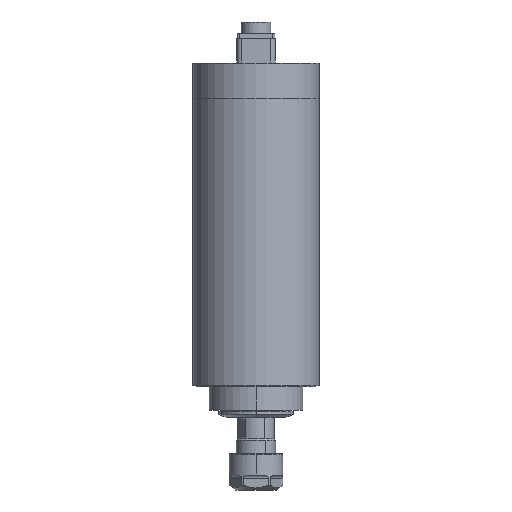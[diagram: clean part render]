
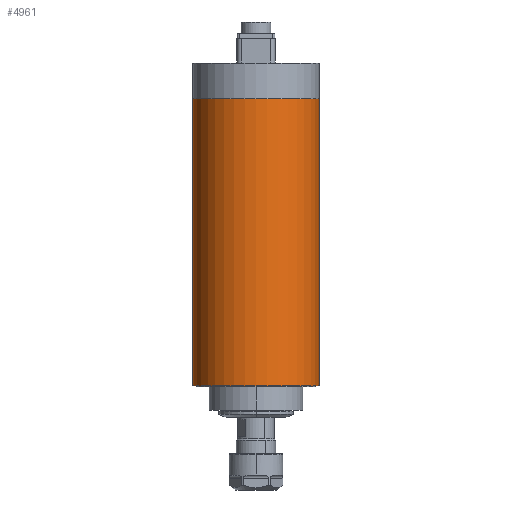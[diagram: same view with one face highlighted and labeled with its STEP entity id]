
A CAD part, front view. The second image highlights one B-rep face of the part: STEP entity #4961.
In plain terms, the highlighted cylindrical face has radius 40 mm (diameter 80 mm), a partial arc.
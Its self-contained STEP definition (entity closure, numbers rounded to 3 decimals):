
#377 = DIRECTION ( 'NONE',  ( 0., 0., -1. ) ) ;
#568 = EDGE_LOOP ( 'NONE', ( #5514, #7182, #4395, #1057 ) ) ;
#904 = VECTOR ( 'NONE', #3401, 1000. ) ;
#1012 = EDGE_CURVE ( 'NONE', #5593, #4923, #6585, .T. ) ;
#1013 = CARTESIAN_POINT ( 'NONE',  ( 40., 0., 182. ) ) ;
#1057 = ORIENTED_EDGE ( 'NONE', *, *, #6218, .T. ) ;
#1085 = FACE_OUTER_BOUND ( 'NONE', #568, .T. ) ;
#1475 = CARTESIAN_POINT ( 'NONE',  ( -40., 0., 182. ) ) ;
#1484 = LINE ( 'NONE', #1475, #904 ) ;
#1772 = CARTESIAN_POINT ( 'NONE',  ( 0., 0., 182. ) ) ;
#1816 = AXIS2_PLACEMENT_3D ( 'NONE', #6751, #3086, #7910 ) ;
#2409 = VERTEX_POINT ( 'NONE', #2641 ) ;
#2615 = VERTEX_POINT ( 'NONE', #4702 ) ;
#2641 = CARTESIAN_POINT ( 'NONE',  ( -40., 0., 0. ) ) ;
#3004 = CIRCLE ( 'NONE', #1816, 40. ) ;
#3086 = DIRECTION ( 'NONE',  ( 0., 0., 1. ) ) ;
#3401 = DIRECTION ( 'NONE',  ( 0., 0., -1. ) ) ;
#3604 = DIRECTION ( 'NONE',  ( -1., 0., 0. ) ) ;
#3797 = LINE ( 'NONE', #4017, #4175 ) ;
#4017 = CARTESIAN_POINT ( 'NONE',  ( 40., 0., 182. ) ) ;
#4041 = CARTESIAN_POINT ( 'NONE',  ( -40., 0., 182. ) ) ;
#4175 = VECTOR ( 'NONE', #377, 1000. ) ;
#4274 = EDGE_CURVE ( 'NONE', #4923, #2409, #1484, .T. ) ;
#4395 = ORIENTED_EDGE ( 'NONE', *, *, #4274, .T. ) ;
#4690 = CARTESIAN_POINT ( 'NONE',  ( 0., 0., 182. ) ) ;
#4702 = CARTESIAN_POINT ( 'NONE',  ( 40., 0., 0. ) ) ;
#4923 = VERTEX_POINT ( 'NONE', #4041 ) ;
#4961 = ADVANCED_FACE ( 'NONE', ( #1085 ), #7690, .T. ) ;
#5514 = ORIENTED_EDGE ( 'NONE', *, *, #7458, .F. ) ;
#5593 = VERTEX_POINT ( 'NONE', #1013 ) ;
#6053 = DIRECTION ( 'NONE',  ( 0., 0., -1. ) ) ;
#6122 = AXIS2_PLACEMENT_3D ( 'NONE', #1772, #6053, #3604 ) ;
#6218 = EDGE_CURVE ( 'NONE', #2409, #2615, #3004, .T. ) ;
#6500 = DIRECTION ( 'NONE',  ( -1., 0., 0. ) ) ;
#6528 = DIRECTION ( 'NONE',  ( 0., 0., -1. ) ) ;
#6585 = CIRCLE ( 'NONE', #6122, 40. ) ;
#6751 = CARTESIAN_POINT ( 'NONE',  ( 0., 0., 0. ) ) ;
#6938 = AXIS2_PLACEMENT_3D ( 'NONE', #4690, #6528, #6500 ) ;
#7182 = ORIENTED_EDGE ( 'NONE', *, *, #1012, .T. ) ;
#7458 = EDGE_CURVE ( 'NONE', #5593, #2615, #3797, .T. ) ;
#7690 = CYLINDRICAL_SURFACE ( 'NONE', #6938, 40. ) ;
#7910 = DIRECTION ( 'NONE',  ( -1., 0., 0. ) ) ;
